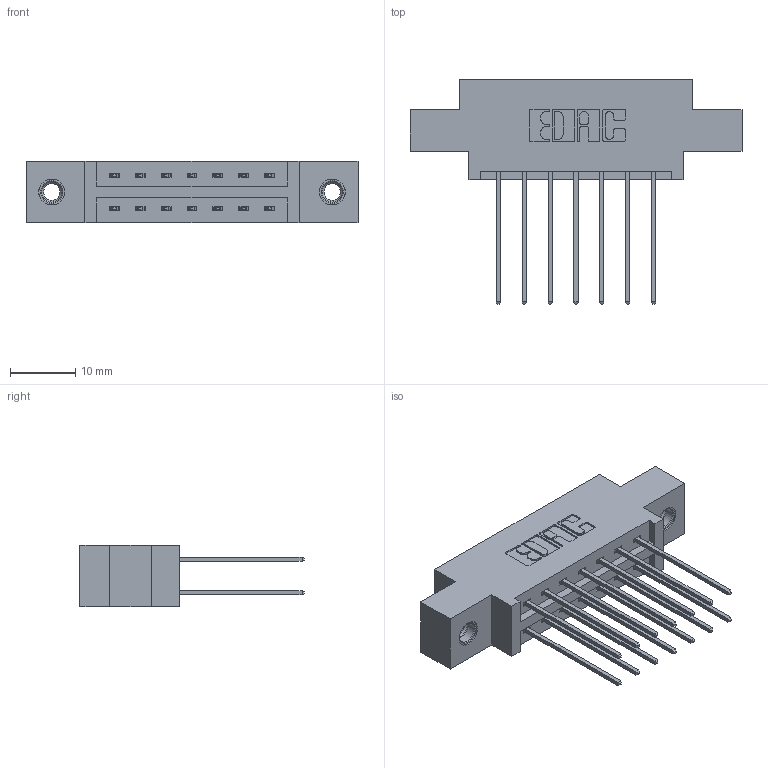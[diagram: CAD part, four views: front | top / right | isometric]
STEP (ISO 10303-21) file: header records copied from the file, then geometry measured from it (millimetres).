
FILE_DESCRIPTION (( 'STEP AP203' ), '1' );
FILE_NAME ('337-014-541-807.STEP', '2019-10-10T17:01:13', ( '' ), ( '' ), 'SwSTEP 2.0', 'SolidWorks 2016', '' );
FILE_SCHEMA (( 'CONFIG_CONTROL_DESIGN' ));
Length unit declared in the file: inch
Products named in the file (4): 337 Part_0.170 Offset - 0.156 Dia-TI; 345-250-001_345-250-005-103; 337-014-541-807; 345-292-001_345-293-141
Assembly tree (17 placements, depth 2):
  337-014-541-807
    337 Part_0.170 Offset - 0.156 Dia-TI
    345-292-001_345-293-141  x14
    345-250-001_345-250-005-103  x2
Bounding box: 50.75 x 34.3 x 9.4 mm (x, y, z)
Volume: 4831.8 mm3; surface area: 5669.3 mm2
Topology: 17 solids, 17 shells, 934 faces, 2713 edges, 1782 vertices
Faces by surface type: plane 638, cylinder 280, cone 12, torus 4
Entity records: 11290 total; most frequent: CARTESIAN_POINT 1913, ORIENTED_EDGE 1842, DIRECTION 1723, EDGE_CURVE 921, LINE 773, VECTOR 773, VERTEX_POINT 608, AXIS2_PLACEMENT_3D 475
